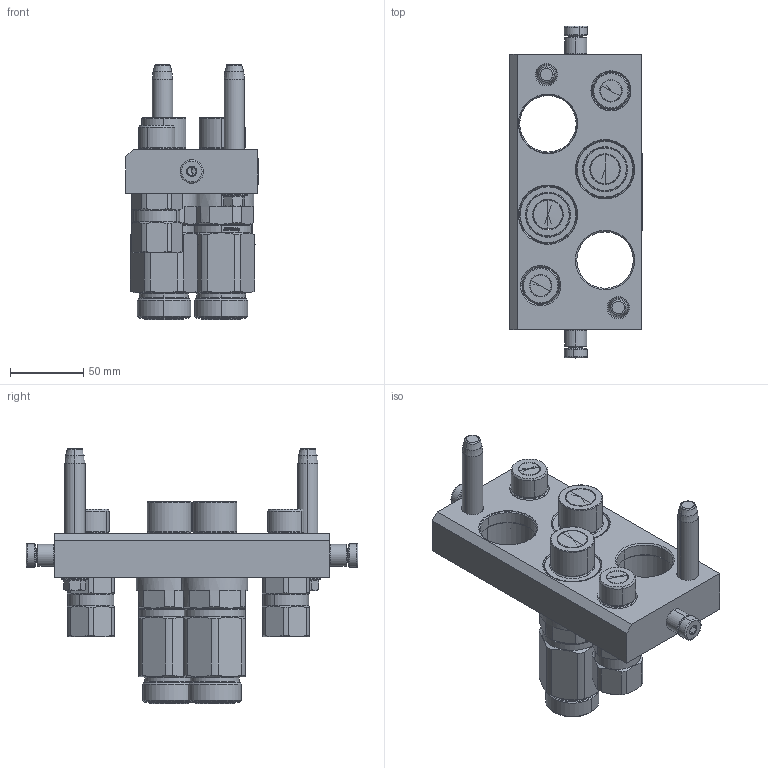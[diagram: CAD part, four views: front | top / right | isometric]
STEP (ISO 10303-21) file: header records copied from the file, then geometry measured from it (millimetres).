
FILE_DESCRIPTION (( 'STEP AP214' ), '1' );
FILE_NAME ('FASTER.step', '2021-10-26T16:09:56', ( '' ), ( '' ), 'SwSTEP 2.0', 'SolidWorks 2017', '' );
FILE_SCHEMA (( 'AUTOMOTIVE_DESIGN' ));
Length unit declared in the file: millimetre
Products named in the file (11): 4830_013_3000_030; 4830_028_1000_011.prt; 3ffnp3411_1sm; P6I_M_BASE; 2ffnp12-18g_m; et002; FASTER; 3ffnp3411_34sm; 4830_021_1000_000.prt; 1540_080_0008_000.prt; 4850_010_8000_000.prt
Assembly tree (16 placements, depth 3):
  FASTER
    P6I_M_BASE
      4850_010_8000_000.prt
      4830_021_1000_000.prt  x2
      4830_028_1000_011.prt  x2
      1540_080_0008_000.prt  x2
      4830_013_3000_030  x2
    3ffnp3411_34sm  x2
      3ffnp3411_1sm
    2ffnp12-18g_m  x2
    et002
Bounding box: 90.3 x 226.6 x 174.07 mm (x, y, z)
Volume: 75409.1 mm3; surface area: 181162.2 mm2
Topology: 9 solids, 48 shells, 1867 faces, 5107 edges, 3260 vertices
Faces by surface type: plane 857, cone 418, cylinder 368, torus 152, bspline 72
Entity records: 50443 total; most frequent: CARTESIAN_POINT 13513, ORIENTED_EDGE 6394, DIRECTION 6200, EDGE_CURVE 3395, VERTEX_POINT 2191, VECTOR 2082, LINE 2082, AXIS2_PLACEMENT_3D 2059
